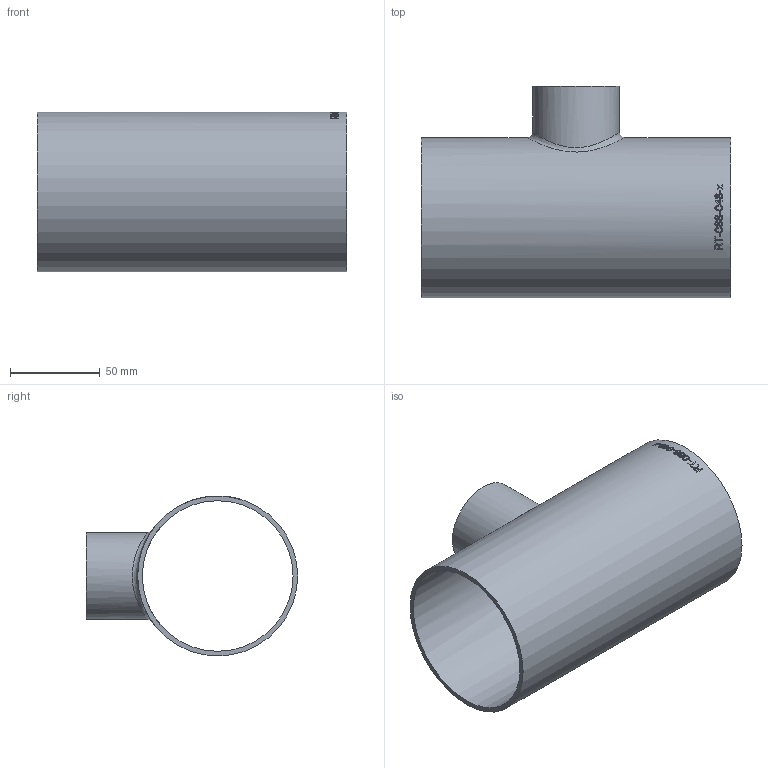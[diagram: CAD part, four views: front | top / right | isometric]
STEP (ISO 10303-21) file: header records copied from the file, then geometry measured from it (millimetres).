
FILE_DESCRIPTION (( 'STEP AP214' ), '1' );
FILE_NAME ('RT-088-048-x T-Stück Ø88,9x2,6-Ø48,3x2,0 BL172 1910.STEP', '2019-10-21T09:20:25', ( '' ), ( '' ), 'SwSTEP 2.0', 'SolidWorks 2016', '' );
FILE_SCHEMA (( 'AUTOMOTIVE_DESIGN' ));
Length unit declared in the file: millimetre
Products named in the file (1): RT-088-048-x T-Stück Ø88,9x2,6-Ø48,3x2,0 BL172 1910
Bounding box: 172 x 117.45 x 88.9 mm (x, y, z)
Volume: 126320.4 mm3; surface area: 100888.9 mm2
Topology: 1 solids, 1 shells, 167 faces, 427 edges, 284 vertices
Faces by surface type: bspline 93, plane 48, cylinder 26
Full cylindrical faces by diameter (mm): 44.3 x1, 48.3 x1, 83.7 x1, 88.9 x1
Entity records: 21965 total; most frequent: CARTESIAN_POINT 17066, ORIENTED_EDGE 836, EDGE_CURVE 418, DIRECTION 340, B_SPLINE_CURVE_WITH_KNOTS 286, VERTEX_POINT 282, EDGE_LOOP 200, FACE_OUTER_BOUND 173
